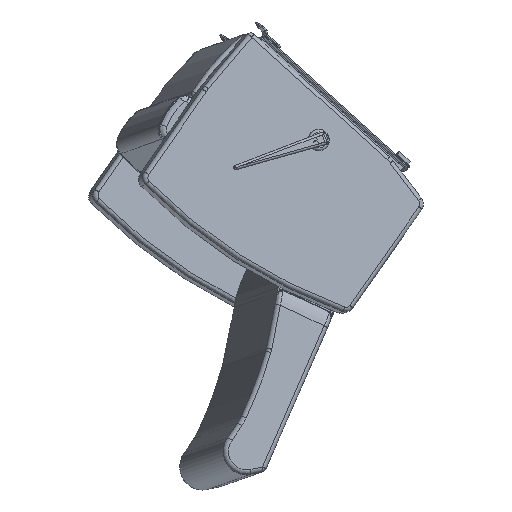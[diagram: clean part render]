
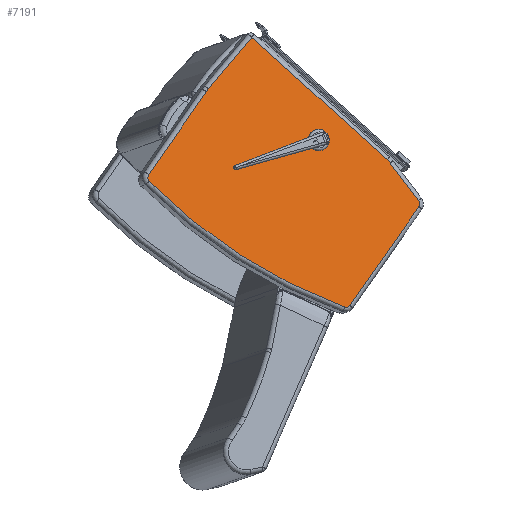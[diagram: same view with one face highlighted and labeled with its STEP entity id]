
A CAD part, left-side view. The second image highlights one B-rep face of the part: STEP entity #7191.
In plain terms, the highlighted face is planar.
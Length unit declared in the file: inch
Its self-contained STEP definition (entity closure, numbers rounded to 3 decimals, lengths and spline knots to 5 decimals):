
#550=CIRCLE('',#7851,0.625);
#555=CIRCLE('',#7857,0.5);
#557=CIRCLE('',#7860,59.625);
#558=CIRCLE('',#7862,0.625);
#564=CIRCLE('',#7870,4.5);
#567=CIRCLE('',#7877,2.625);
#1152=FACE_OUTER_BOUND('',#1618,.T.);
#1618=EDGE_LOOP('',(#5647,#5648,#5649,#5650,#5651,#5652,#5653,#5654,#5655,
#5656,#5657));
#2132=LINE('',#12118,#2676);
#2135=LINE('',#12166,#2679);
#2137=LINE('',#12175,#2681);
#2138=LINE('',#12189,#2682);
#2141=LINE('',#12196,#2685);
#2676=VECTOR('',#9303,0.3937);
#2679=VECTOR('',#9332,0.3937);
#2681=VECTOR('',#9344,0.3937);
#2682=VECTOR('',#9347,0.3937);
#2685=VECTOR('',#9354,0.3937);
#3223=VERTEX_POINT('',#12084);
#3225=VERTEX_POINT('',#12089);
#3226=VERTEX_POINT('',#12100);
#3228=VERTEX_POINT('',#12117);
#3230=VERTEX_POINT('',#12131);
#3233=VERTEX_POINT('',#12139);
#3234=VERTEX_POINT('',#12156);
#3236=VERTEX_POINT('',#12162);
#3238=VERTEX_POINT('',#12168);
#3241=VERTEX_POINT('',#12178);
#3242=VERTEX_POINT('',#12192);
#4036=EDGE_CURVE('',#3225,#3226,#550,.T.);
#4039=EDGE_CURVE('',#3226,#3228,#2132,.T.);
#4044=EDGE_CURVE('',#3228,#3230,#555,.T.);
#4046=EDGE_CURVE('',#3230,#3233,#557,.T.);
#4048=EDGE_CURVE('',#3233,#3234,#558,.T.);
#4053=EDGE_CURVE('',#3234,#3236,#2135,.T.);
#4056=EDGE_CURVE('',#3236,#3238,#564,.T.);
#4058=EDGE_CURVE('',#3238,#3223,#2137,.T.);
#4060=EDGE_CURVE('',#3241,#3225,#2138,.T.);
#4064=EDGE_CURVE('',#3223,#3242,#2141,.T.);
#4066=EDGE_CURVE('',#3242,#3241,#567,.T.);
#5647=ORIENTED_EDGE('',*,*,#4036,.F.);
#5648=ORIENTED_EDGE('',*,*,#4060,.F.);
#5649=ORIENTED_EDGE('',*,*,#4066,.F.);
#5650=ORIENTED_EDGE('',*,*,#4064,.F.);
#5651=ORIENTED_EDGE('',*,*,#4058,.F.);
#5652=ORIENTED_EDGE('',*,*,#4056,.F.);
#5653=ORIENTED_EDGE('',*,*,#4053,.F.);
#5654=ORIENTED_EDGE('',*,*,#4048,.F.);
#5655=ORIENTED_EDGE('',*,*,#4046,.F.);
#5656=ORIENTED_EDGE('',*,*,#4044,.F.);
#5657=ORIENTED_EDGE('',*,*,#4039,.F.);
#6915=PLANE('',#7911);
#7191=ADVANCED_FACE('',(#1152),#6915,.T.);
#7851=AXIS2_PLACEMENT_3D('',#12101,#9297,#9298);
#7857=AXIS2_PLACEMENT_3D('',#12135,#9311,#9312);
#7860=AXIS2_PLACEMENT_3D('',#12140,#9317,#9318);
#7862=AXIS2_PLACEMENT_3D('',#12157,#9321,#9322);
#7870=AXIS2_PLACEMENT_3D('',#12172,#9339,#9340);
#7877=AXIS2_PLACEMENT_3D('',#12199,#9359,#9360);
#7911=AXIS2_PLACEMENT_3D('',#12322,#9443,#9444);
#9297=DIRECTION('center_axis',(0.,0.,-1.));
#9298=DIRECTION('ref_axis',(-0.724,-0.69,0.));
#9303=DIRECTION('',(-0.099,0.995,0.));
#9311=DIRECTION('center_axis',(0.,0.,-1.));
#9312=DIRECTION('ref_axis',(-0.857,0.516,0.));
#9317=DIRECTION('center_axis',(0.,0.,-1.));
#9318=DIRECTION('ref_axis',(-0.167,0.986,0.));
#9321=DIRECTION('center_axis',(0.,0.,-1.));
#9322=DIRECTION('ref_axis',(0.709,0.705,0.));
#9332=DIRECTION('',(0.105,-0.994,0.));
#9339=DIRECTION('center_axis',(0.,0.,-1.));
#9340=DIRECTION('ref_axis',(0.998,0.061,0.));
#9344=DIRECTION('',(0.017,-1.,0.));
#9347=DIRECTION('',(-0.983,0.183,0.));
#9354=DIRECTION('',(-1.,0.,0.));
#9359=DIRECTION('center_axis',(0.,0.,-1.));
#9360=DIRECTION('ref_axis',(-0.093,-0.996,0.));
#9443=DIRECTION('center_axis',(0.,0.,1.));
#9444=DIRECTION('ref_axis',(1.,0.,0.));
#12084=CARTESIAN_POINT('',(13.64019,-8.80367,0.));
#12089=CARTESIAN_POINT('',(-12.30401,-7.80474,0.));
#12100=CARTESIAN_POINT('',(-12.8056,-7.28414,0.));
#12101=CARTESIAN_POINT('Origin',(-12.18763,-7.19067,0.));
#12117=CARTESIAN_POINT('',(-14.15484,6.21782,0.));
#12118=CARTESIAN_POINT('',(-13.08593,-4.47889,0.));
#12131=CARTESIAN_POINT('',(-13.84615,6.7305,0.));
#12135=CARTESIAN_POINT('Origin',(-13.65732,6.26753,0.));
#12139=CARTESIAN_POINT('',(11.75554,11.06645,0.));
#12140=CARTESIAN_POINT('Origin',(8.67221,-48.47877,0.));
#12156=CARTESIAN_POINT('',(12.29572,10.51238,0.));
#12157=CARTESIAN_POINT('Origin',(11.67417,10.44677,0.));
#12162=CARTESIAN_POINT('',(13.48834,-0.78649,0.));
#12166=CARTESIAN_POINT('',(12.79396,5.79203,0.));
#12168=CARTESIAN_POINT('',(13.51257,-1.1835,0.));
#12172=CARTESIAN_POINT('Origin',(9.0132,-1.25885,0.));
#12175=CARTESIAN_POINT('',(13.50113,-0.50047,0.));
#12178=CARTESIAN_POINT('',(-7.18501,-8.75809,0.));
#12189=CARTESIAN_POINT('',(-4.11551,-9.32976,0.));
#12192=CARTESIAN_POINT('',(-6.698,-8.80367,0.));
#12196=CARTESIAN_POINT('',(7.45016,-8.80367,0.));
#12199=CARTESIAN_POINT('Origin',(-6.698,-6.17867,0.));
#12322=CARTESIAN_POINT('Origin',(0.75168,-0.252,0.));
